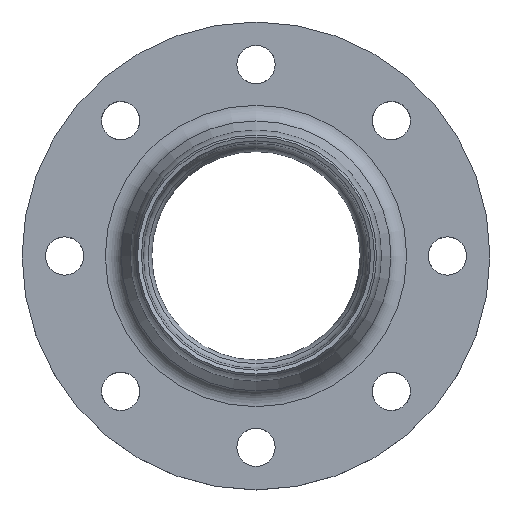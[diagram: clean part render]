
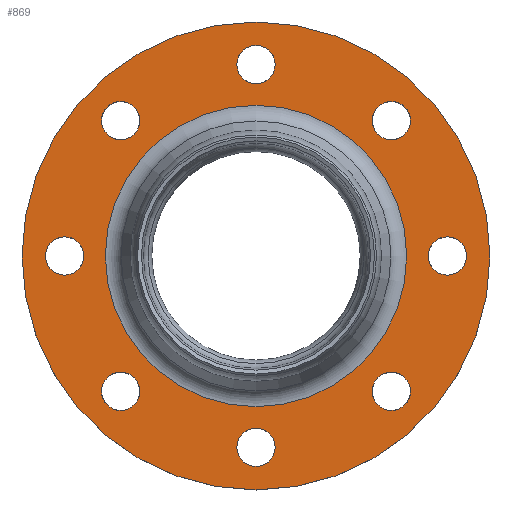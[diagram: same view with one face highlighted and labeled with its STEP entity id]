
A CAD part, top view. The second image highlights one B-rep face of the part: STEP entity #869.
In plain terms, the highlighted planar face has unit normal (0, 0, 1).
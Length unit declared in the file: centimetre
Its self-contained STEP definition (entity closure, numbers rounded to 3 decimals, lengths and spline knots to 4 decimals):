
#35=FACE_BOUND('',#163,.T.);
#36=FACE_BOUND('',#164,.T.);
#37=FACE_BOUND('',#165,.T.);
#38=FACE_BOUND('',#166,.T.);
#39=FACE_BOUND('',#167,.T.);
#40=FACE_BOUND('',#168,.T.);
#41=FACE_BOUND('',#169,.T.);
#42=FACE_BOUND('',#170,.T.);
#43=FACE_BOUND('',#171,.T.);
#48=PLANE('',#1016);
#114=FACE_OUTER_BOUND('',#162,.T.);
#162=EDGE_LOOP('',(#797));
#163=EDGE_LOOP('',(#798));
#164=EDGE_LOOP('',(#799));
#165=EDGE_LOOP('',(#800));
#166=EDGE_LOOP('',(#801));
#167=EDGE_LOOP('',(#802));
#168=EDGE_LOOP('',(#803));
#169=EDGE_LOOP('',(#804));
#170=EDGE_LOOP('',(#805));
#171=EDGE_LOOP('',(#806));
#283=CIRCLE('',#965,9.);
#286=CIRCLE('',#969,9.);
#289=CIRCLE('',#973,9.);
#292=CIRCLE('',#977,9.);
#295=CIRCLE('',#981,9.);
#298=CIRCLE('',#985,9.);
#301=CIRCLE('',#989,9.);
#304=CIRCLE('',#993,9.);
#320=CIRCLE('',#1015,70.8292);
#321=CIRCLE('',#1017,110.);
#370=VERTEX_POINT('',#1518);
#374=VERTEX_POINT('',#1541);
#378=VERTEX_POINT('',#1564);
#382=VERTEX_POINT('',#1587);
#386=VERTEX_POINT('',#1610);
#390=VERTEX_POINT('',#1633);
#394=VERTEX_POINT('',#1656);
#399=VERTEX_POINT('',#1682);
#407=VERTEX_POINT('',#1728);
#408=VERTEX_POINT('',#1732);
#484=EDGE_CURVE('',#370,#370,#283,.T.);
#489=EDGE_CURVE('',#374,#374,#286,.T.);
#494=EDGE_CURVE('',#378,#378,#289,.T.);
#499=EDGE_CURVE('',#382,#382,#292,.T.);
#504=EDGE_CURVE('',#386,#386,#295,.T.);
#509=EDGE_CURVE('',#390,#390,#298,.T.);
#514=EDGE_CURVE('',#394,#394,#301,.T.);
#520=EDGE_CURVE('',#399,#399,#304,.T.);
#540=EDGE_CURVE('',#407,#407,#320,.T.);
#541=EDGE_CURVE('',#408,#408,#321,.T.);
#797=ORIENTED_EDGE('',*,*,#541,.F.);
#798=ORIENTED_EDGE('',*,*,#484,.T.);
#799=ORIENTED_EDGE('',*,*,#489,.T.);
#800=ORIENTED_EDGE('',*,*,#494,.T.);
#801=ORIENTED_EDGE('',*,*,#499,.T.);
#802=ORIENTED_EDGE('',*,*,#504,.T.);
#803=ORIENTED_EDGE('',*,*,#509,.T.);
#804=ORIENTED_EDGE('',*,*,#514,.T.);
#805=ORIENTED_EDGE('',*,*,#520,.T.);
#806=ORIENTED_EDGE('',*,*,#540,.T.);
#869=ADVANCED_FACE('',(#114,#35,#36,#37,#38,#39,#40,#41,#42,#43),#48,.T.);
#965=AXIS2_PLACEMENT_3D('',#1519,#1217,#1218);
#969=AXIS2_PLACEMENT_3D('',#1542,#1226,#1227);
#973=AXIS2_PLACEMENT_3D('',#1565,#1235,#1236);
#977=AXIS2_PLACEMENT_3D('',#1588,#1244,#1245);
#981=AXIS2_PLACEMENT_3D('',#1611,#1253,#1254);
#985=AXIS2_PLACEMENT_3D('',#1634,#1262,#1263);
#989=AXIS2_PLACEMENT_3D('',#1657,#1271,#1272);
#993=AXIS2_PLACEMENT_3D('',#1683,#1280,#1281);
#1015=AXIS2_PLACEMENT_3D('',#1730,#1327,#1328);
#1016=AXIS2_PLACEMENT_3D('',#1731,#1329,#1330);
#1017=AXIS2_PLACEMENT_3D('',#1733,#1331,#1332);
#1217=DIRECTION('center_axis',(0.,0.,-1.));
#1218=DIRECTION('ref_axis',(0.707,-0.707,0.));
#1226=DIRECTION('center_axis',(0.,0.,-1.));
#1227=DIRECTION('ref_axis',(0.707,0.707,0.));
#1235=DIRECTION('center_axis',(0.,0.,-1.));
#1236=DIRECTION('ref_axis',(-0.707,0.707,0.));
#1244=DIRECTION('center_axis',(0.,0.,-1.));
#1245=DIRECTION('ref_axis',(-0.707,-0.707,0.));
#1253=DIRECTION('center_axis',(0.,0.,-1.));
#1254=DIRECTION('ref_axis',(-1.,0.,0.));
#1262=DIRECTION('center_axis',(0.,0.,-1.));
#1263=DIRECTION('ref_axis',(0.,1.,0.));
#1271=DIRECTION('center_axis',(0.,0.,-1.));
#1272=DIRECTION('ref_axis',(1.,0.,0.));
#1280=DIRECTION('center_axis',(0.,0.,-1.));
#1281=DIRECTION('ref_axis',(0.,-1.,0.));
#1327=DIRECTION('center_axis',(0.,0.,-1.));
#1328=DIRECTION('ref_axis',(1.,0.,0.));
#1329=DIRECTION('center_axis',(0.,0.,1.));
#1330=DIRECTION('ref_axis',(0.,-1.,0.));
#1331=DIRECTION('center_axis',(0.,0.,-1.));
#1332=DIRECTION('ref_axis',(1.,0.,0.));
#1518=CARTESIAN_POINT('',(631.5077,225.0386,56.6503));
#1519=CARTESIAN_POINT('Origin',(637.8717,218.6747,56.6503));
#1541=CARTESIAN_POINT('',(631.5077,85.0315,56.6503));
#1542=CARTESIAN_POINT('Origin',(637.8717,91.3955,56.6503));
#1564=CARTESIAN_POINT('',(771.5148,85.0315,56.6503));
#1565=CARTESIAN_POINT('Origin',(765.1509,91.3955,56.6503));
#1587=CARTESIAN_POINT('',(771.5148,225.0386,56.6503));
#1588=CARTESIAN_POINT('Origin',(765.1509,218.6747,56.6503));
#1610=CARTESIAN_POINT('',(800.5113,155.0351,56.6503));
#1611=CARTESIAN_POINT('Origin',(791.5113,155.0351,56.6503));
#1633=CARTESIAN_POINT('',(701.5113,56.0351,56.6503));
#1634=CARTESIAN_POINT('Origin',(701.5113,65.0351,56.6503));
#1656=CARTESIAN_POINT('',(602.5113,155.0351,56.6503));
#1657=CARTESIAN_POINT('Origin',(611.5113,155.0351,56.6503));
#1682=CARTESIAN_POINT('',(701.5113,254.0351,56.6503));
#1683=CARTESIAN_POINT('Origin',(701.5113,245.0351,56.6503));
#1728=CARTESIAN_POINT('',(701.5113,84.2058,56.6503));
#1730=CARTESIAN_POINT('Origin',(701.5113,155.0351,56.6503));
#1731=CARTESIAN_POINT('Origin',(791.9259,155.0351,56.6503));
#1732=CARTESIAN_POINT('',(591.5113,155.0351,56.6503));
#1733=CARTESIAN_POINT('Origin',(701.5113,155.0351,56.6503));
